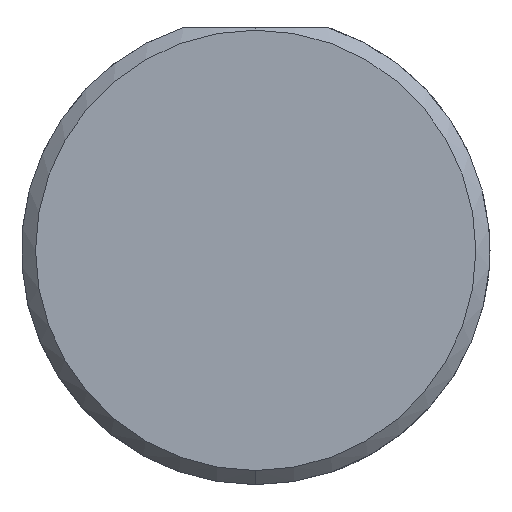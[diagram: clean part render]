
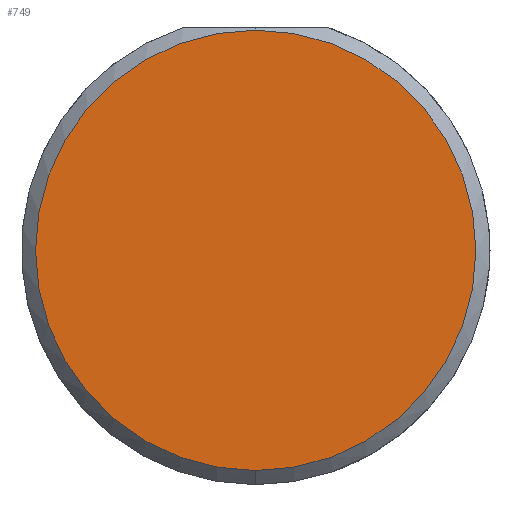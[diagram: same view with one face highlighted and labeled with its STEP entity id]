
A CAD part, left-side view. The second image highlights one B-rep face of the part: STEP entity #749.
In plain terms, the highlighted planar face has unit normal (-1, 0, 0).
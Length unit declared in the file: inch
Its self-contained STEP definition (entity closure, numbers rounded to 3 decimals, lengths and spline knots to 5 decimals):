
#1 = PLANE ( 'NONE',  #303 ) ;
#8 = DIRECTION ( 'NONE',  ( -1., 0., 0. ) ) ;
#35 = EDGE_LOOP ( 'NONE', ( #94, #145 ) ) ;
#39 = CIRCLE ( 'NONE', #99, 0.23485 ) ;
#58 = CARTESIAN_POINT ( 'NONE',  ( 0., 0., 0. ) ) ;
#69 = EDGE_CURVE ( 'NONE', #449, #470, #649, .T. ) ;
#92 = EDGE_CURVE ( 'NONE', #470, #449, #39, .T. ) ;
#94 = ORIENTED_EDGE ( 'NONE', *, *, #92, .T. ) ;
#99 = AXIS2_PLACEMENT_3D ( 'NONE', #701, #298, #644 ) ;
#142 = DIRECTION ( 'NONE',  ( 0., 0., 1. ) ) ;
#145 = ORIENTED_EDGE ( 'NONE', *, *, #69, .T. ) ;
#176 = AXIS2_PLACEMENT_3D ( 'NONE', #543, #8, #142 ) ;
#298 = DIRECTION ( 'NONE',  ( -1., 0., 0. ) ) ;
#303 = AXIS2_PLACEMENT_3D ( 'NONE', #58, #474, #763 ) ;
#449 = VERTEX_POINT ( 'NONE', #599 ) ;
#470 = VERTEX_POINT ( 'NONE', #502 ) ;
#474 = DIRECTION ( 'NONE',  ( 1., 0., 0. ) ) ;
#502 = CARTESIAN_POINT ( 'NONE',  ( 0., 0., -0.23485 ) ) ;
#543 = CARTESIAN_POINT ( 'NONE',  ( 0., 0., 0. ) ) ;
#599 = CARTESIAN_POINT ( 'NONE',  ( 0., 0., 0.23485 ) ) ;
#626 = FACE_OUTER_BOUND ( 'NONE', #35, .T. ) ;
#644 = DIRECTION ( 'NONE',  ( 0., 0., 1. ) ) ;
#649 = CIRCLE ( 'NONE', #176, 0.23485 ) ;
#701 = CARTESIAN_POINT ( 'NONE',  ( 0., 0., 0. ) ) ;
#749 = ADVANCED_FACE ( 'NONE', ( #626 ), #1, .F. ) ;
#763 = DIRECTION ( 'NONE',  ( 0., 0., -1. ) ) ;
